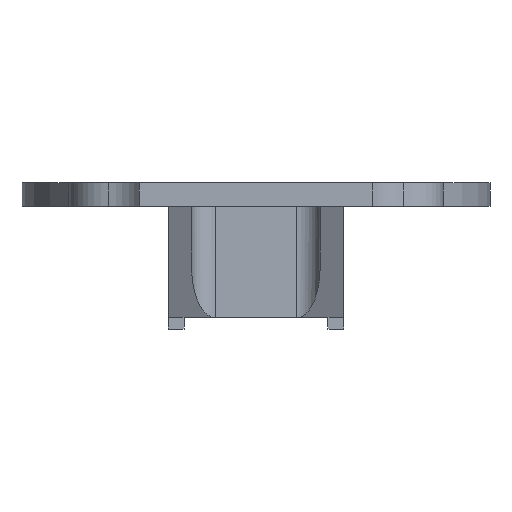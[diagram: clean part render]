
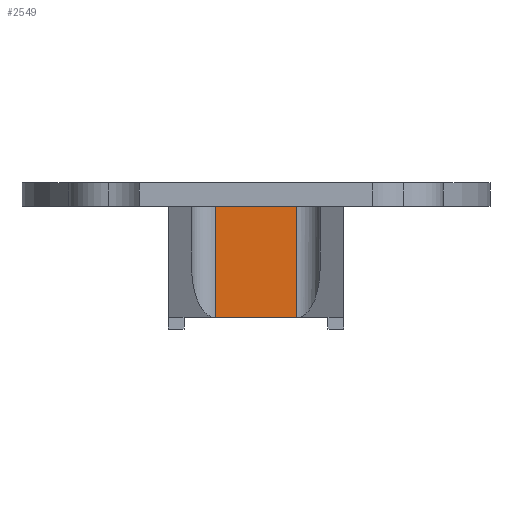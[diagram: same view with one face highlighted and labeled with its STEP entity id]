
A CAD part, front view. The second image highlights one B-rep face of the part: STEP entity #2549.
In plain terms, the highlighted planar face has unit normal (0, -1, 0).
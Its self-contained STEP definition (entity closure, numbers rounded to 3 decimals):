
#142 = DIRECTION ( 'NONE',  ( 0., 1., 0. ) ) ;
#151 = VERTEX_POINT ( 'NONE', #266 ) ;
#155 = EDGE_CURVE ( 'NONE', #742, #151, #246, .T. ) ;
#166 = DIRECTION ( 'NONE',  ( 0., 0., 1. ) ) ;
#246 = LINE ( 'NONE', #2292, #2599 ) ;
#247 = DIRECTION ( 'NONE',  ( 0., 0., -1. ) ) ;
#266 = CARTESIAN_POINT ( 'NONE',  ( -3.5, -11.6, 0. ) ) ;
#291 = CARTESIAN_POINT ( 'NONE',  ( 3.5, -11.6, -9.5 ) ) ;
#314 = CARTESIAN_POINT ( 'NONE',  ( 7.5, -11.6, -9.5 ) ) ;
#331 = DIRECTION ( 'NONE',  ( 0., 0., 1. ) ) ;
#484 = DIRECTION ( 'NONE',  ( -1., 0., 0. ) ) ;
#512 = ORIENTED_EDGE ( 'NONE', *, *, #155, .T. ) ;
#684 = ORIENTED_EDGE ( 'NONE', *, *, #2135, .T. ) ;
#742 = VERTEX_POINT ( 'NONE', #1695 ) ;
#783 = VECTOR ( 'NONE', #484, 1000. ) ;
#794 = VECTOR ( 'NONE', #247, 1000. ) ;
#1104 = LINE ( 'NONE', #291, #1729 ) ;
#1256 = VERTEX_POINT ( 'NONE', #1788 ) ;
#1258 = DIRECTION ( 'NONE',  ( -1., 0., 0. ) ) ;
#1320 = AXIS2_PLACEMENT_3D ( 'NONE', #314, #142, #166 ) ;
#1336 = EDGE_CURVE ( 'NONE', #1256, #2075, #1537, .T. ) ;
#1483 = CARTESIAN_POINT ( 'NONE',  ( -3.5, -11.6, -9.5 ) ) ;
#1537 = LINE ( 'NONE', #2347, #783 ) ;
#1618 = ORIENTED_EDGE ( 'NONE', *, *, #2248, .T. ) ;
#1692 = ORIENTED_EDGE ( 'NONE', *, *, #1336, .F. ) ;
#1695 = CARTESIAN_POINT ( 'NONE',  ( 3.5, -11.6, 0. ) ) ;
#1729 = VECTOR ( 'NONE', #331, 1000. ) ;
#1788 = CARTESIAN_POINT ( 'NONE',  ( 3.5, -11.6, -9.5 ) ) ;
#2042 = PLANE ( 'NONE',  #1320 ) ;
#2075 = VERTEX_POINT ( 'NONE', #2238 ) ;
#2093 = LINE ( 'NONE', #1483, #794 ) ;
#2135 = EDGE_CURVE ( 'NONE', #1256, #742, #1104, .T. ) ;
#2185 = FACE_OUTER_BOUND ( 'NONE', #2291, .T. ) ;
#2238 = CARTESIAN_POINT ( 'NONE',  ( -3.5, -11.6, -9.5 ) ) ;
#2248 = EDGE_CURVE ( 'NONE', #151, #2075, #2093, .T. ) ;
#2291 = EDGE_LOOP ( 'NONE', ( #512, #1618, #1692, #684 ) ) ;
#2292 = CARTESIAN_POINT ( 'NONE',  ( 7.5, -11.6, 0. ) ) ;
#2347 = CARTESIAN_POINT ( 'NONE',  ( 7.5, -11.6, -9.5 ) ) ;
#2549 = ADVANCED_FACE ( 'NONE', ( #2185 ), #2042, .F. ) ;
#2599 = VECTOR ( 'NONE', #1258, 1000. ) ;
